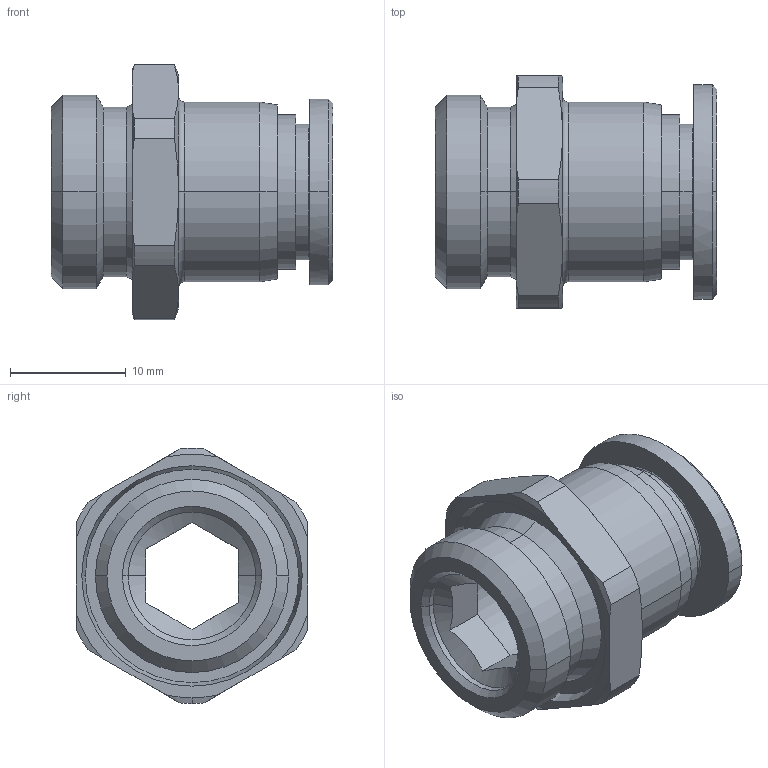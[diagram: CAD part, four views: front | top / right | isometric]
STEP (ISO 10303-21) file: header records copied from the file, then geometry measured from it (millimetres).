
FILE_DESCRIPTION (( 'STEP AP214' ), '1' );
FILE_NAME ('PC10-G03.stp', '2015-10-22T13:56:24', ( '' ), ( '' ), 'SwSTEP 2.0', 'SolidWorks 2015', '' );
FILE_SCHEMA (( 'AUTOMOTIVE_DESIGN' ));
Length unit declared in the file: millimetre
Products named in the file (2): ｦ+ﾃｦ1; PC10-G03
Assembly tree (1 placements, depth 2):
  PC10-G03
    ｦ+ﾃｦ1
Bounding box: 24.3 x 20 x 21.99 mm (x, y, z)
Volume: 3134.7 mm3; surface area: 2886.5 mm2
Topology: 1 solids, 1 shells, 462 faces, 1301 edges, 859 vertices
Faces by surface type: plane 397, cone 31, cylinder 23, bspline 9, torus 2
Entity records: 16138 total; most frequent: CARTESIAN_POINT 3468, ORIENTED_EDGE 2602, DIRECTION 2244, EDGE_CURVE 1301, VECTOR 1168, LINE 1168, VERTEX_POINT 859, AXIS2_PLACEMENT_3D 538
